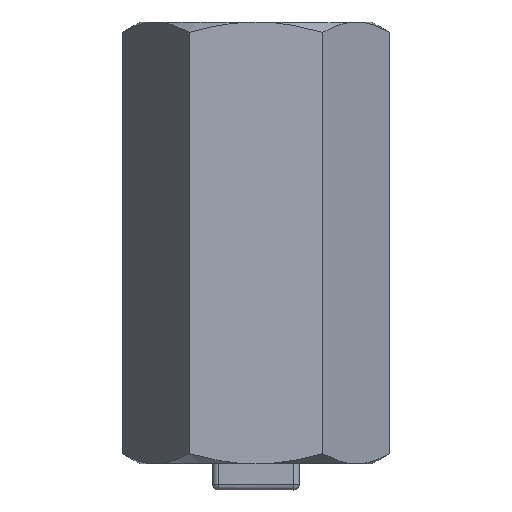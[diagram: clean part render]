
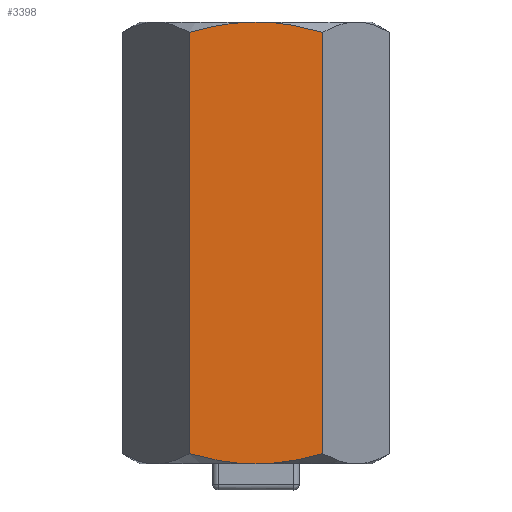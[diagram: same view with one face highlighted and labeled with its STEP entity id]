
A CAD part, left-side view. The second image highlights one B-rep face of the part: STEP entity #3398.
In plain terms, the highlighted free-form (B-spline) face has degree [1, 1] with [2, 2] control points.
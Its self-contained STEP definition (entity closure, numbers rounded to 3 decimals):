
#2714 = VERTEX_POINT('',#2715);
#2715 = CARTESIAN_POINT('',(-12.61,7.28,
    -22.948));
#2722 = VERTEX_POINT('',#2723);
#2723 = CARTESIAN_POINT('',(-12.61,0.,
    -24.074));
#2729 = EDGE_CURVE('',#2714,#2722,#2730,.T.);
#2730 = ( BOUNDED_CURVE() B_SPLINE_CURVE(2,(#2731,#2732,#2733),
.UNSPECIFIED.,.F.,.F.) B_SPLINE_CURVE_WITH_KNOTS((3,3),(0.,0.612
),.PIECEWISE_BEZIER_KNOTS.) CURVE() GEOMETRIC_REPRESENTATION_ITEM() 
RATIONAL_B_SPLINE_CURVE((1.,1.038,1.)) REPRESENTATION_ITEM('') 
  );
#2731 = CARTESIAN_POINT('',(-12.61,7.28,
    -22.948));
#2732 = CARTESIAN_POINT('',(-12.61,3.379,
    -24.074));
#2733 = CARTESIAN_POINT('',(-12.61,0.,
    -24.074));
#2858 = VERTEX_POINT('',#2859);
#2859 = CARTESIAN_POINT('',(-12.61,-7.28,
    -22.948));
#2865 = EDGE_CURVE('',#2722,#2858,#2866,.T.);
#2866 = ( BOUNDED_CURVE() B_SPLINE_CURVE(2,(#2867,#2868,#2869),
.UNSPECIFIED.,.F.,.F.) B_SPLINE_CURVE_WITH_KNOTS((3,3),(0.612,
1.224),.PIECEWISE_BEZIER_KNOTS.) CURVE() 
GEOMETRIC_REPRESENTATION_ITEM() RATIONAL_B_SPLINE_CURVE((1.,
1.038,1.)) REPRESENTATION_ITEM('') );
#2867 = CARTESIAN_POINT('',(-12.61,0.,
    -24.074));
#2868 = CARTESIAN_POINT('',(-12.61,-3.379,
    -24.074));
#2869 = CARTESIAN_POINT('',(-12.61,-7.28,
    -22.948));
#2899 = VERTEX_POINT('',#2900);
#2900 = CARTESIAN_POINT('',(-12.61,-7.28,
    22.948));
#2906 = EDGE_CURVE('',#2899,#2858,#2907,.T.);
#2907 = B_SPLINE_CURVE_WITH_KNOTS('',1,(#2908,#2909),.UNSPECIFIED.,.F.,
  .F.,(2,2),(-19.017,19.017),.PIECEWISE_BEZIER_KNOTS.);
#2908 = CARTESIAN_POINT('',(-12.61,-7.28,
    22.948));
#2909 = CARTESIAN_POINT('',(-12.61,-7.28,
    -22.948));
#3070 = VERTEX_POINT('',#3071);
#3071 = CARTESIAN_POINT('',(-12.61,0.,
    24.074));
#3123 = VERTEX_POINT('',#3124);
#3124 = CARTESIAN_POINT('',(-12.61,7.28,
    22.948));
#3130 = EDGE_CURVE('',#3070,#3123,#3131,.T.);
#3131 = ( BOUNDED_CURVE() B_SPLINE_CURVE(2,(#3132,#3133,#3134),
.UNSPECIFIED.,.F.,.F.) B_SPLINE_CURVE_WITH_KNOTS((3,3),(1.18,
1.869),.PIECEWISE_BEZIER_KNOTS.) CURVE() 
GEOMETRIC_REPRESENTATION_ITEM() RATIONAL_B_SPLINE_CURVE((1.,
1.066,1.055)) REPRESENTATION_ITEM('') );
#3132 = CARTESIAN_POINT('',(-12.61,0.,
    24.074));
#3133 = CARTESIAN_POINT('',(-12.61,3.379,24.074
    ));
#3134 = CARTESIAN_POINT('',(-12.61,7.28,
    22.948));
#3218 = EDGE_CURVE('',#2899,#3070,#3219,.T.);
#3219 = ( BOUNDED_CURVE() B_SPLINE_CURVE(2,(#3220,#3221,#3222),
.UNSPECIFIED.,.F.,.F.) B_SPLINE_CURVE_WITH_KNOTS((3,3),(0.491,
1.18),.PIECEWISE_BEZIER_KNOTS.) CURVE() 
GEOMETRIC_REPRESENTATION_ITEM() RATIONAL_B_SPLINE_CURVE((1.055,
1.066,1.)) REPRESENTATION_ITEM('') );
#3220 = CARTESIAN_POINT('',(-12.61,-7.28,
    22.948));
#3221 = CARTESIAN_POINT('',(-12.61,-3.379,
    24.074));
#3222 = CARTESIAN_POINT('',(-12.61,0.,
    24.074));
#3398 = ADVANCED_FACE('',(#3399),#3411,.T.);
#3399 = FACE_BOUND('',#3400,.T.);
#3400 = EDGE_LOOP('',(#3401,#3402,#3403,#3404,#3405,#3410));
#3401 = ORIENTED_EDGE('',*,*,#2865,.T.);
#3402 = ORIENTED_EDGE('',*,*,#2906,.F.);
#3403 = ORIENTED_EDGE('',*,*,#3218,.T.);
#3404 = ORIENTED_EDGE('',*,*,#3130,.T.);
#3405 = ORIENTED_EDGE('',*,*,#3406,.F.);
#3406 = EDGE_CURVE('',#2714,#3123,#3407,.T.);
#3407 = B_SPLINE_CURVE_WITH_KNOTS('',1,(#3408,#3409),.UNSPECIFIED.,.F.,
  .F.,(2,2),(-19.017,19.017),.PIECEWISE_BEZIER_KNOTS.);
#3408 = CARTESIAN_POINT('',(-12.61,7.28,
    -22.948));
#3409 = CARTESIAN_POINT('',(-12.61,7.28,
    22.948));
#3410 = ORIENTED_EDGE('',*,*,#2729,.T.);
#3411 = B_SPLINE_SURFACE_WITH_KNOTS('',1,1,(
    (#3412,#3413)
    ,(#3414,#3415
    )),.UNSPECIFIED.,.F.,.F.,.F.,(2,2),(2,2),(0.,12.067),(
    -19.95,19.95),.PIECEWISE_BEZIER_KNOTS.);
#3412 = CARTESIAN_POINT('',(-12.61,7.28,
    -24.074));
#3413 = CARTESIAN_POINT('',(-12.61,7.28,
    24.074));
#3414 = CARTESIAN_POINT('',(-12.61,-7.28,
    -24.074));
#3415 = CARTESIAN_POINT('',(-12.61,-7.28,
    24.074));
